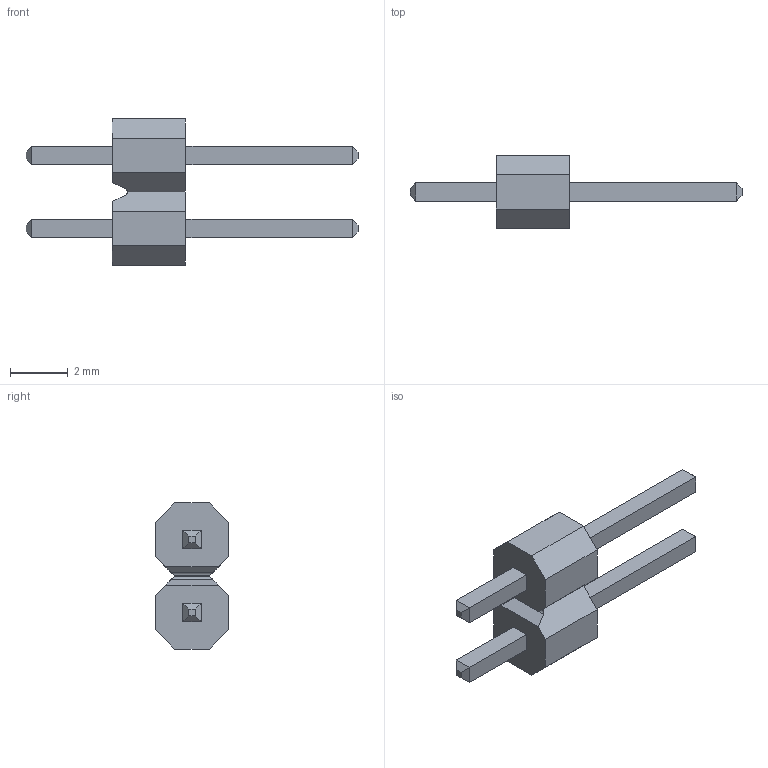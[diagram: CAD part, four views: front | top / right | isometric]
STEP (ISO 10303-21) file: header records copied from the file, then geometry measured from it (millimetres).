
FILE_DESCRIPTION (( 'STEP AP214' ), '1' );
FILE_NAME ('05_ HEADER-2WAY-1ROW-2.54MM-VERTICAL-PCB.STEP', '2013-09-23T23:15:52', ( '' ), ( '' ), 'SwSTEP 2.0', 'SolidWorks 2012', '' );
FILE_SCHEMA (( 'AUTOMOTIVE_DESIGN' ));
Length unit declared in the file: millimetre
Products named in the file (1): 05_ HEADER-2WAY-1ROW-2.54MM-VERTICAL-PCB
Bounding box: 11.54 x 2.54 x 5.08 mm (x, y, z)
Volume: 35.1 mm3; surface area: 130.8 mm2
Topology: 3 solids, 3 shells, 58 faces, 140 edges, 88 vertices
Faces by surface type: plane 56, cylinder 2
Entity records: 2004 total; most frequent: CARTESIAN_POINT 299, ORIENTED_EDGE 280, DIRECTION 254, EDGE_CURVE 140, LINE 136, VECTOR 136, VERTEX_POINT 88, EDGE_LOOP 62
